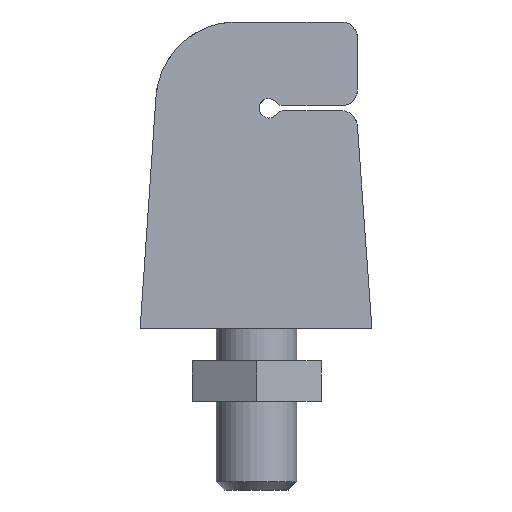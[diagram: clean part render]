
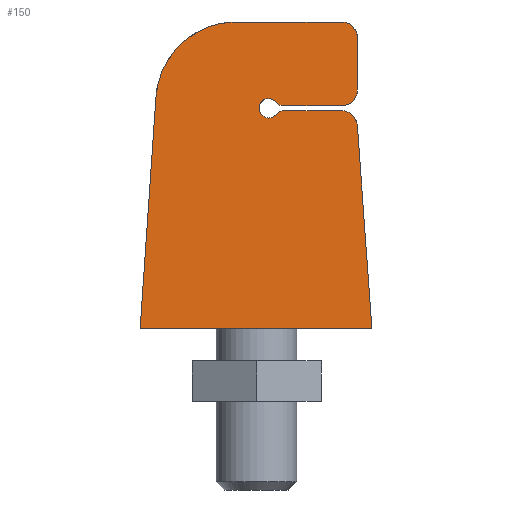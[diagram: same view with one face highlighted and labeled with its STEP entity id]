
A CAD part, left-side view. The second image highlights one B-rep face of the part: STEP entity #150.
In plain terms, the highlighted planar face has unit normal (-0.998, 0, 0.06).
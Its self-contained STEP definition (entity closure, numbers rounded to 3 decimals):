
#100=PLANE('',#617);
#124=(
BOUNDED_CURVE()
B_SPLINE_CURVE(2,(#770,#771,#772),.UNSPECIFIED.,.F.,.F.)
B_SPLINE_CURVE_WITH_KNOTS((3,3),(0.,1.),.UNSPECIFIED.)
CURVE()
GEOMETRIC_REPRESENTATION_ITEM()
RATIONAL_B_SPLINE_CURVE((1.,0.65,0.79))
REPRESENTATION_ITEM('')
);
#126=(
BOUNDED_CURVE()
B_SPLINE_CURVE(2,(#789,#790,#791),.UNSPECIFIED.,.F.,.F.)
B_SPLINE_CURVE_WITH_KNOTS((3,3),(0.,1.),.UNSPECIFIED.)
CURVE()
GEOMETRIC_REPRESENTATION_ITEM()
RATIONAL_B_SPLINE_CURVE((1.,0.634,0.804))
REPRESENTATION_ITEM('')
);
#128=(
BOUNDED_CURVE()
B_SPLINE_CURVE(2,(#805,#806,#807),.UNSPECIFIED.,.F.,.F.)
B_SPLINE_CURVE_WITH_KNOTS((3,3),(0.,1.),.UNSPECIFIED.)
CURVE()
GEOMETRIC_REPRESENTATION_ITEM()
RATIONAL_B_SPLINE_CURVE((1.,0.634,0.804))
REPRESENTATION_ITEM('')
);
#130=(
BOUNDED_CURVE()
B_SPLINE_CURVE(2,(#821,#822,#823),.UNSPECIFIED.,.F.,.F.)
B_SPLINE_CURVE_WITH_KNOTS((3,3),(0.,1.),.UNSPECIFIED.)
CURVE()
GEOMETRIC_REPRESENTATION_ITEM()
RATIONAL_B_SPLINE_CURVE((1.,0.783,0.754))
REPRESENTATION_ITEM('')
);
#133=(
BOUNDED_CURVE()
B_SPLINE_CURVE(2,(#841,#842,#843,#844,#845,#846,#847),.UNSPECIFIED.,.F.,
 .F.)
B_SPLINE_CURVE_WITH_KNOTS((3,2,2,3),(0.,0.155,0.578,
1.),.UNSPECIFIED.)
CURVE()
GEOMETRIC_REPRESENTATION_ITEM()
RATIONAL_B_SPLINE_CURVE((0.767,0.816,1.,0.5,1.,0.5,
1.))
REPRESENTATION_ITEM('')
);
#134=(
BOUNDED_CURVE()
B_SPLINE_CURVE(2,(#849,#850,#851),.UNSPECIFIED.,.F.,.F.)
B_SPLINE_CURVE_WITH_KNOTS((3,3),(0.,1.),.UNSPECIFIED.)
CURVE()
GEOMETRIC_REPRESENTATION_ITEM()
RATIONAL_B_SPLINE_CURVE((1.,0.783,0.754))
REPRESENTATION_ITEM('')
);
#136=(
BOUNDED_CURVE()
B_SPLINE_CURVE(2,(#865,#866,#867),.UNSPECIFIED.,.F.,.F.)
B_SPLINE_CURVE_WITH_KNOTS((3,3),(0.,1.),.UNSPECIFIED.)
CURVE()
GEOMETRIC_REPRESENTATION_ITEM()
RATIONAL_B_SPLINE_CURVE((1.,0.65,0.79))
REPRESENTATION_ITEM('')
);
#150=ADVANCED_FACE('F17',(#187),#100,.T.);
#187=FACE_OUTER_BOUND('',#215,.T.);
#215=EDGE_LOOP('',(#292,#293,#294,#295,#296,#297,#298,#299,#300,#301,#302,
#303,#304,#305));
#292=ORIENTED_EDGE('',*,*,#468,.T.);
#293=ORIENTED_EDGE('',*,*,#469,.F.);
#294=ORIENTED_EDGE('',*,*,#465,.F.);
#295=ORIENTED_EDGE('',*,*,#462,.F.);
#296=ORIENTED_EDGE('',*,*,#459,.F.);
#297=ORIENTED_EDGE('',*,*,#458,.T.);
#298=ORIENTED_EDGE('',*,*,#453,.F.);
#299=ORIENTED_EDGE('',*,*,#450,.F.);
#300=ORIENTED_EDGE('',*,*,#447,.F.);
#301=ORIENTED_EDGE('',*,*,#444,.F.);
#302=ORIENTED_EDGE('',*,*,#441,.F.);
#303=ORIENTED_EDGE('',*,*,#438,.F.);
#304=ORIENTED_EDGE('',*,*,#434,.F.);
#305=ORIENTED_EDGE('',*,*,#470,.F.);
#386=VERTEX_POINT('',#773);
#387=VERTEX_POINT('',#774);
#390=VERTEX_POINT('',#784);
#392=VERTEX_POINT('',#792);
#394=VERTEX_POINT('',#800);
#396=VERTEX_POINT('',#808);
#398=VERTEX_POINT('',#816);
#400=VERTEX_POINT('',#824);
#403=VERTEX_POINT('',#833);
#404=VERTEX_POINT('',#852);
#406=VERTEX_POINT('',#860);
#408=VERTEX_POINT('',#868);
#410=VERTEX_POINT('',#876);
#411=VERTEX_POINT('',#877);
#434=EDGE_CURVE('E4',#386,#387,#124,.T.);
#438=EDGE_CURVE('E39',#387,#390,#505,.T.);
#441=EDGE_CURVE('E8',#390,#392,#126,.T.);
#444=EDGE_CURVE('E12',#392,#394,#509,.T.);
#447=EDGE_CURVE('E15',#394,#396,#128,.T.);
#450=EDGE_CURVE('E34',#396,#398,#513,.T.);
#453=EDGE_CURVE('E18',#398,#400,#130,.T.);
#458=EDGE_CURVE('E22',#403,#400,#133,.T.);
#459=EDGE_CURVE('E25',#403,#404,#134,.T.);
#462=EDGE_CURVE('E28',#404,#406,#519,.T.);
#465=EDGE_CURVE('E31',#406,#408,#136,.T.);
#468=EDGE_CURVE('E47',#410,#411,#523,.T.);
#469=EDGE_CURVE('E43',#408,#411,#524,.T.);
#470=EDGE_CURVE('E45',#410,#386,#525,.T.);
#505=LINE('',#783,#555);
#509=LINE('',#799,#559);
#513=LINE('',#815,#563);
#519=LINE('',#859,#569);
#523=LINE('',#875,#573);
#524=LINE('',#878,#574);
#525=LINE('',#879,#575);
#555=VECTOR('',#652,1.);
#559=VECTOR('',#660,1.);
#563=VECTOR('',#668,1.);
#569=VECTOR('',#682,1.);
#573=VECTOR('',#690,1.);
#574=VECTOR('',#691,1.);
#575=VECTOR('',#692,1.);
#617=AXIS2_PLACEMENT_3D('',#880,#693,#694);
#652=DIRECTION('',(0.,-1.,0.));
#660=DIRECTION('',(-0.06,0.,-0.998));
#668=DIRECTION('',(0.,1.,0.));
#682=DIRECTION('',(0.,-1.,0.));
#690=DIRECTION('',(0.,-1.,0.));
#691=DIRECTION('',(-0.06,-0.071,-0.996));
#692=DIRECTION('',(0.06,-0.068,0.996));
#693=DIRECTION('',(-0.998,0.,0.06));
#694=DIRECTION('',(0.06,0.,0.998));
#770=CARTESIAN_POINT('',(5677.712,7504.313,-9438.38));
#771=CARTESIAN_POINT('',(5678.273,7503.678,-9429.06));
#772=CARTESIAN_POINT('',(5678.273,7494.336,-9429.06));
#773=CARTESIAN_POINT('',(5677.712,7504.313,-9438.38));
#774=CARTESIAN_POINT('',(5678.273,7494.336,-9429.06));
#783=CARTESIAN_POINT('',(5678.273,7487.836,-9429.06));
#784=CARTESIAN_POINT('',(5678.273,7481.336,-9429.06));
#789=CARTESIAN_POINT('',(5678.273,7481.336,-9429.06));
#790=CARTESIAN_POINT('',(5678.273,7479.336,-9429.06));
#791=CARTESIAN_POINT('',(5678.152,7479.336,-9431.06));
#792=CARTESIAN_POINT('',(5678.152,7479.336,-9431.06));
#799=CARTESIAN_POINT('',(5677.96,7479.336,-9434.26));
#800=CARTESIAN_POINT('',(5677.767,7479.336,-9437.46));
#805=CARTESIAN_POINT('',(5677.767,7479.336,-9437.46));
#806=CARTESIAN_POINT('',(5677.646,7479.336,-9439.46));
#807=CARTESIAN_POINT('',(5677.646,7481.336,-9439.46));
#808=CARTESIAN_POINT('',(5677.646,7481.336,-9439.46));
#815=CARTESIAN_POINT('',(5677.646,7484.9,-9439.46));
#816=CARTESIAN_POINT('',(5677.646,7488.463,-9439.46));
#821=CARTESIAN_POINT('',(5677.646,7488.463,-9439.46));
#822=CARTESIAN_POINT('',(5677.646,7489.039,-9439.46));
#823=CARTESIAN_POINT('',(5677.674,7489.4,-9439.01));
#824=CARTESIAN_POINT('',(5677.674,7489.4,-9439.01));
#833=CARTESIAN_POINT('',(5677.583,7489.4,-9440.51));
#841=CARTESIAN_POINT('',(5677.583,7489.4,-9440.51));
#842=CARTESIAN_POINT('',(5677.561,7489.692,-9440.876));
#843=CARTESIAN_POINT('',(5677.557,7490.155,-9440.946));
#844=CARTESIAN_POINT('',(5677.538,7492.21,-9441.26));
#845=CARTESIAN_POINT('',(5677.655,7491.454,-9439.324));
#846=CARTESIAN_POINT('',(5677.771,7490.699,-9437.388));
#847=CARTESIAN_POINT('',(5677.674,7489.4,-9439.01));
#849=CARTESIAN_POINT('',(5677.583,7489.4,-9440.51));
#850=CARTESIAN_POINT('',(5677.61,7489.039,-9440.06));
#851=CARTESIAN_POINT('',(5677.61,7488.463,-9440.06));
#852=CARTESIAN_POINT('',(5677.61,7488.463,-9440.06));
#859=CARTESIAN_POINT('',(5677.61,7484.9,-9440.06));
#860=CARTESIAN_POINT('',(5677.61,7481.336,-9440.06));
#865=CARTESIAN_POINT('',(5677.61,7481.336,-9440.06));
#866=CARTESIAN_POINT('',(5677.61,7479.474,-9440.06));
#867=CARTESIAN_POINT('',(5677.498,7479.341,-9441.918));
#868=CARTESIAN_POINT('',(5677.498,7479.341,-9441.918));
#875=CARTESIAN_POINT('',(5675.984,7491.908,-9467.06));
#876=CARTESIAN_POINT('',(5675.984,7506.268,-9467.06));
#877=CARTESIAN_POINT('',(5675.984,7477.547,-9467.06));
#878=CARTESIAN_POINT('',(5676.741,7478.444,-9454.489));
#879=CARTESIAN_POINT('',(5676.848,7505.291,-9452.72));
#880=CARTESIAN_POINT('',(5673.273,7474.336,-9512.06));
